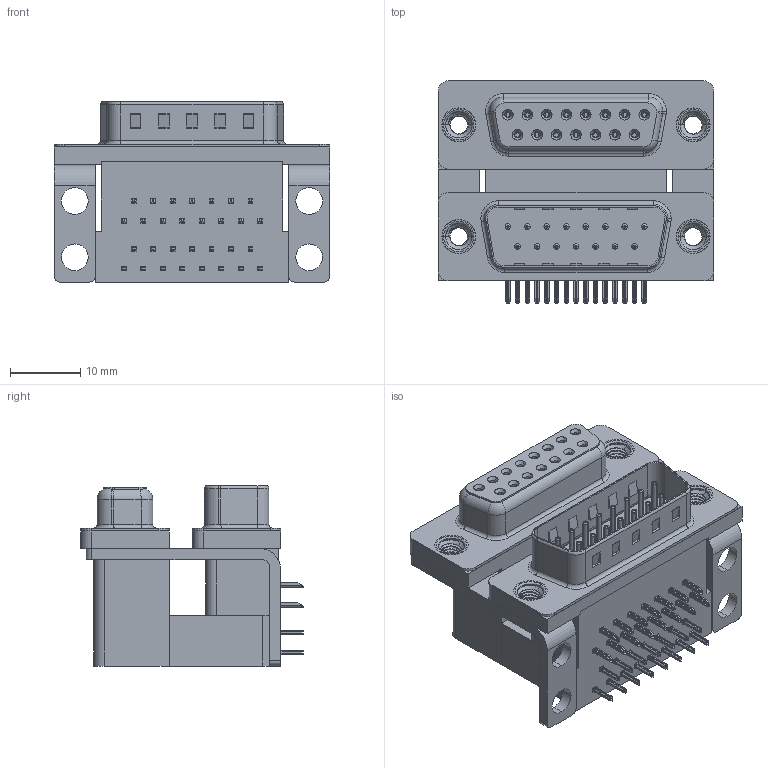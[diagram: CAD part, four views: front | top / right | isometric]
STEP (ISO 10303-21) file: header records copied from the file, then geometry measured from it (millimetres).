
FILE_DESCRIPTION (( 'STEP AP203' ), '1' );
FILE_NAME ('664-015-264-001.STEP', '2022-06-20T14:36:15', ( '' ), ( '' ), 'SwSTEP 2.0', 'SolidWorks 2020', '' );
FILE_SCHEMA (( 'CONFIG_CONTROL_DESIGN' ));
Length unit declared in the file: millimetre
Products named in the file (12): 664 Housing Lower_15 Contacts; 664 Mounting Bracket_NoneL; 664 Housing Upper_15 Contacts L; 664 Threaded Rivet_M3; 664 Contact Top Lower; 664 Shell Receptacle_15 Contacts; 664-015-264-001; 664 Contact Bottom Lower; 664 Housing Spacer_15 Contacts L; 664 Shell Plug_15 Contacts; 664 Contact Top Upper_L; 664 Contact Bottom Upper_L
Assembly tree (41 placements, depth 2):
  664-015-264-001
    664 Housing Lower_15 Contacts
    664 Housing Spacer_15 Contacts L
    664 Housing Upper_15 Contacts L
    664 Shell Plug_15 Contacts
    664 Shell Receptacle_15 Contacts
    664 Contact Bottom Lower  x7
    664 Contact Top Lower  x8
    664 Contact Bottom Upper_L  x7
    664 Contact Top Upper_L  x8
    664 Mounting Bracket_NoneL  x2
    664 Threaded Rivet_M3  x4
Bounding box: 39.19 x 31.61 x 25.6 mm (x, y, z)
Volume: 14503.5 mm3; surface area: 16218.8 mm2
Topology: 41 solids, 41 shells, 3916 faces, 10051 edges, 6281 vertices
Faces by surface type: plane 2015, cylinder 1022, bspline 524, cone 196, torus 159
Entity records: 43928 total; most frequent: CARTESIAN_POINT 11941, ORIENTED_EDGE 6278, DIRECTION 5956, EDGE_CURVE 3139, VECTOR 2148, LINE 2148, VERTEX_POINT 2003, AXIS2_PLACEMENT_3D 1904
